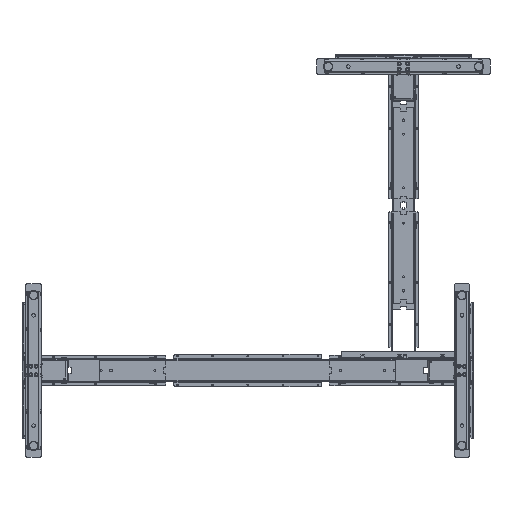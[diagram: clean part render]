
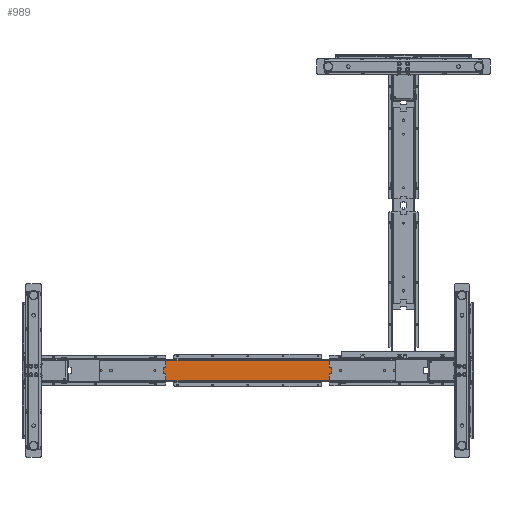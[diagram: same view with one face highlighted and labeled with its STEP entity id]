
A CAD part, front view. The second image highlights one B-rep face of the part: STEP entity #989.
In plain terms, the highlighted planar face has unit normal (0, -1, 0).
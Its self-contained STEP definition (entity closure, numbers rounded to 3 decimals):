
#675 = LINE ( 'NONE', #99024, #88955 ) ;
#964 = DIRECTION ( 'NONE',  ( 0., -1., 0. ) ) ;
#989 = ADVANCED_FACE ( 'NONE', ( #21760, #46430, #32102 ), #42646, .T. ) ;
#4468 = CIRCLE ( 'NONE', #76288, 5. ) ;
#5457 = EDGE_CURVE ( 'NONE', #105174, #32918, #87390, .T. ) ;
#7553 = EDGE_LOOP ( 'NONE', ( #7624, #93119, #92779, #28144 ) ) ;
#7624 = ORIENTED_EDGE ( 'NONE', *, *, #41713, .F. ) ;
#7937 = DIRECTION ( 'NONE',  ( 0., 0., 1. ) ) ;
#8082 = VECTOR ( 'NONE', #101900, 1000. ) ;
#8761 = CARTESIAN_POINT ( 'NONE',  ( -545., 678.8, 5. ) ) ;
#12260 = ORIENTED_EDGE ( 'NONE', *, *, #83200, .T. ) ;
#12519 = CARTESIAN_POINT ( 'NONE',  ( 590., 678.8, 45. ) ) ;
#13579 = VECTOR ( 'NONE', #32776, 1000. ) ;
#15770 = CARTESIAN_POINT ( 'NONE',  ( -590., 678.8, -41. ) ) ;
#17374 = VERTEX_POINT ( 'NONE', #41772 ) ;
#17662 = DIRECTION ( 'NONE',  ( 0., 0., 1. ) ) ;
#21760 = FACE_BOUND ( 'NONE', #42169, .T. ) ;
#22878 = DIRECTION ( 'NONE',  ( 0., 0., 1. ) ) ;
#23592 = DIRECTION ( 'NONE',  ( 0., 1., 0. ) ) ;
#24567 = VECTOR ( 'NONE', #94178, 1000. ) ;
#25228 = CARTESIAN_POINT ( 'NONE',  ( 590., 678.8, -41. ) ) ;
#25429 = ORIENTED_EDGE ( 'NONE', *, *, #92413, .T. ) ;
#28144 = ORIENTED_EDGE ( 'NONE', *, *, #36087, .T. ) ;
#30084 = LINE ( 'NONE', #69883, #8082 ) ;
#31855 = ORIENTED_EDGE ( 'NONE', *, *, #5457, .T. ) ;
#32102 = FACE_OUTER_BOUND ( 'NONE', #7553, .T. ) ;
#32776 = DIRECTION ( 'NONE',  ( -1., 0., 0. ) ) ;
#32918 = VERTEX_POINT ( 'NONE', #92319 ) ;
#36087 = EDGE_CURVE ( 'NONE', #17374, #53282, #65498, .T. ) ;
#37280 = AXIS2_PLACEMENT_3D ( 'NONE', #103607, #45072, #45426 ) ;
#41713 = EDGE_CURVE ( 'NONE', #57576, #53282, #675, .T. ) ;
#41772 = CARTESIAN_POINT ( 'NONE',  ( 590., 678.8, 41. ) ) ;
#42169 = EDGE_LOOP ( 'NONE', ( #31855, #25429 ) ) ;
#42646 = PLANE ( 'NONE',  #84153 ) ;
#45072 = DIRECTION ( 'NONE',  ( 0., 1., 0. ) ) ;
#45426 = DIRECTION ( 'NONE',  ( 0., 0., 1. ) ) ;
#45453 = EDGE_LOOP ( 'NONE', ( #77352, #12260 ) ) ;
#46430 = FACE_BOUND ( 'NONE', #45453, .T. ) ;
#46945 = CIRCLE ( 'NONE', #67037, 5. ) ;
#53282 = VERTEX_POINT ( 'NONE', #70483 ) ;
#53459 = CARTESIAN_POINT ( 'NONE',  ( -545., 678.8, 0. ) ) ;
#56626 = CARTESIAN_POINT ( 'NONE',  ( 545., 678.8, 0. ) ) ;
#57576 = VERTEX_POINT ( 'NONE', #15770 ) ;
#58584 = CARTESIAN_POINT ( 'NONE',  ( 590., 678.8, 41. ) ) ;
#58816 = VERTEX_POINT ( 'NONE', #25228 ) ;
#60079 = CARTESIAN_POINT ( 'NONE',  ( 545., 678.8, 0. ) ) ;
#61372 = EDGE_CURVE ( 'NONE', #58816, #57576, #30084, .T. ) ;
#62086 = EDGE_CURVE ( 'NONE', #98627, #86136, #46945, .T. ) ;
#64114 = AXIS2_PLACEMENT_3D ( 'NONE', #53459, #68239, #95429 ) ;
#65498 = LINE ( 'NONE', #58584, #13579 ) ;
#67037 = AXIS2_PLACEMENT_3D ( 'NONE', #56626, #23592, #22878 ) ;
#67349 = DIRECTION ( 'NONE',  ( 0., 1., 0. ) ) ;
#68239 = DIRECTION ( 'NONE',  ( 0., 1., 0. ) ) ;
#69883 = CARTESIAN_POINT ( 'NONE',  ( 590., 678.8, -41. ) ) ;
#70483 = CARTESIAN_POINT ( 'NONE',  ( -590., 678.8, 41. ) ) ;
#75382 = DIRECTION ( 'NONE',  ( 0., 0., -1. ) ) ;
#76288 = AXIS2_PLACEMENT_3D ( 'NONE', #60079, #67349, #17662 ) ;
#76565 = LINE ( 'NONE', #12519, #24567 ) ;
#77352 = ORIENTED_EDGE ( 'NONE', *, *, #62086, .T. ) ;
#83200 = EDGE_CURVE ( 'NONE', #86136, #98627, #4468, .T. ) ;
#84153 = AXIS2_PLACEMENT_3D ( 'NONE', #84384, #964, #75382 ) ;
#84384 = CARTESIAN_POINT ( 'NONE',  ( 590., 678.8, 45. ) ) ;
#86136 = VERTEX_POINT ( 'NONE', #96932 ) ;
#87390 = CIRCLE ( 'NONE', #64114, 5. ) ;
#88955 = VECTOR ( 'NONE', #7937, 1000. ) ;
#92319 = CARTESIAN_POINT ( 'NONE',  ( -545., 678.8, -5. ) ) ;
#92413 = EDGE_CURVE ( 'NONE', #32918, #105174, #96536, .T. ) ;
#92779 = ORIENTED_EDGE ( 'NONE', *, *, #102318, .T. ) ;
#93119 = ORIENTED_EDGE ( 'NONE', *, *, #61372, .F. ) ;
#94178 = DIRECTION ( 'NONE',  ( 0., 0., 1. ) ) ;
#95429 = DIRECTION ( 'NONE',  ( 0., 0., 1. ) ) ;
#96536 = CIRCLE ( 'NONE', #37280, 5. ) ;
#96932 = CARTESIAN_POINT ( 'NONE',  ( 545., 678.8, -5. ) ) ;
#98627 = VERTEX_POINT ( 'NONE', #104931 ) ;
#99024 = CARTESIAN_POINT ( 'NONE',  ( -590., 678.8, 45. ) ) ;
#101900 = DIRECTION ( 'NONE',  ( -1., 0., 0. ) ) ;
#102318 = EDGE_CURVE ( 'NONE', #58816, #17374, #76565, .T. ) ;
#103607 = CARTESIAN_POINT ( 'NONE',  ( -545., 678.8, 0. ) ) ;
#104931 = CARTESIAN_POINT ( 'NONE',  ( 545., 678.8, 5. ) ) ;
#105174 = VERTEX_POINT ( 'NONE', #8761 ) ;
